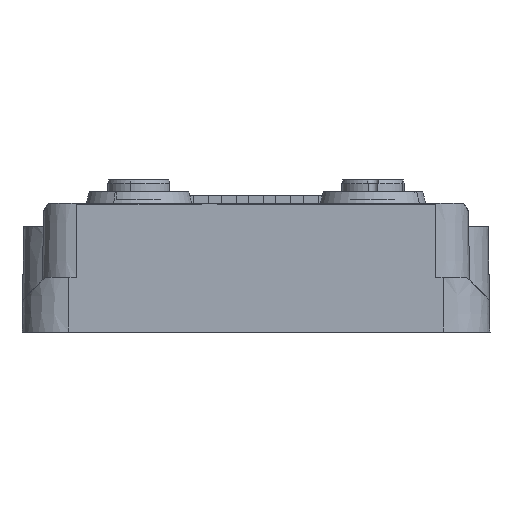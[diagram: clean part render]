
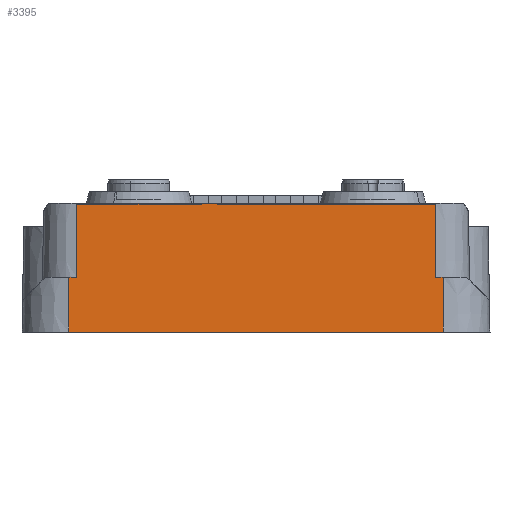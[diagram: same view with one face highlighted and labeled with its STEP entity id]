
A CAD part, front view. The second image highlights one B-rep face of the part: STEP entity #3395.
In plain terms, the highlighted planar face has unit normal (0, -1, 0.018).
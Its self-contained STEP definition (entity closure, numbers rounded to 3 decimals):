
#3334=AXIS2_PLACEMENT_3D('Plane Axis2P3D',#3331,#3332,#3333) ;
#2804=CARTESIAN_POINT('Line Origine',(30.,0.,0.)) ;
#2808=CARTESIAN_POINT('Vertex',(53.,0.,0.)) ;
#2810=CARTESIAN_POINT('Vertex',(7.,0.,0.)) ;
#2813=CARTESIAN_POINT('Line Origine',(6.5,0.,0.)) ;
#2817=CARTESIAN_POINT('Vertex',(6.,0.,0.)) ;
#2894=CARTESIAN_POINT('Vertex',(54.,0.,0.)) ;
#2897=CARTESIAN_POINT('Line Origine',(53.5,0.,0.)) ;
#3331=CARTESIAN_POINT('Axis2P3D Location',(60.,0.,0.)) ;
#3336=CARTESIAN_POINT('Line Origine',(54.,0.061,3.5)) ;
#3340=CARTESIAN_POINT('Vertex',(54.,0.122,7.)) ;
#3343=CARTESIAN_POINT('Line Origine',(30.,0.122,7.)) ;
#3347=CARTESIAN_POINT('Vertex',(53.,0.122,7.)) ;
#3350=CARTESIAN_POINT('Line Origine',(53.,0.061,3.5)) ;
#3354=CARTESIAN_POINT('Vertex',(53.,0.288,16.5)) ;
#3357=CARTESIAN_POINT('Line Origine',(30.,0.288,16.5)) ;
#3361=CARTESIAN_POINT('Vertex',(7.,0.288,16.5)) ;
#3364=CARTESIAN_POINT('Line Origine',(7.,0.061,3.5)) ;
#3368=CARTESIAN_POINT('Vertex',(7.,0.122,7.)) ;
#3371=CARTESIAN_POINT('Line Origine',(30.,0.122,7.)) ;
#3375=CARTESIAN_POINT('Vertex',(6.,0.122,7.)) ;
#3378=CARTESIAN_POINT('Line Origine',(6.,0.061,3.5)) ;
#2805=DIRECTION('Vector Direction',(-1.,0.,0.)) ;
#2814=DIRECTION('Vector Direction',(-1.,0.,0.)) ;
#2898=DIRECTION('Vector Direction',(-1.,0.,0.)) ;
#3332=DIRECTION('Axis2P3D Direction',(0.,-1.,0.017)) ;
#3333=DIRECTION('Axis2P3D XDirection',(-1.,0.,0.)) ;
#3337=DIRECTION('Vector Direction',(0.,-0.017,-1.)) ;
#3344=DIRECTION('Vector Direction',(-1.,0.,0.)) ;
#3351=DIRECTION('Vector Direction',(0.,-0.017,-1.)) ;
#3358=DIRECTION('Vector Direction',(-1.,0.,0.)) ;
#3365=DIRECTION('Vector Direction',(0.,-0.017,-1.)) ;
#3372=DIRECTION('Vector Direction',(-1.,0.,0.)) ;
#3379=DIRECTION('Vector Direction',(0.,-0.017,-1.)) ;
#2806=VECTOR('Line Direction',#2805,1.) ;
#2815=VECTOR('Line Direction',#2814,1.) ;
#2899=VECTOR('Line Direction',#2898,1.) ;
#3338=VECTOR('Line Direction',#3337,1.) ;
#3345=VECTOR('Line Direction',#3344,1.) ;
#3352=VECTOR('Line Direction',#3351,1.) ;
#3359=VECTOR('Line Direction',#3358,1.) ;
#3366=VECTOR('Line Direction',#3365,1.) ;
#3373=VECTOR('Line Direction',#3372,1.) ;
#3380=VECTOR('Line Direction',#3379,1.) ;
#3384=ORIENTED_EDGE('',*,*,#2901,.F.) ;
#3385=ORIENTED_EDGE('',*,*,#3342,.T.) ;
#3386=ORIENTED_EDGE('',*,*,#3349,.F.) ;
#3387=ORIENTED_EDGE('',*,*,#3356,.T.) ;
#3388=ORIENTED_EDGE('',*,*,#3363,.F.) ;
#3389=ORIENTED_EDGE('',*,*,#3370,.F.) ;
#3390=ORIENTED_EDGE('',*,*,#3377,.F.) ;
#3391=ORIENTED_EDGE('',*,*,#3382,.F.) ;
#3392=ORIENTED_EDGE('',*,*,#2819,.F.) ;
#3393=ORIENTED_EDGE('',*,*,#2812,.F.) ;
#3395=ADVANCED_FACE('Hauptk\X2\00F6\X0\rper',(#3394),#3335,.T.) ;
#2812=EDGE_CURVE('',#2809,#2811,#2807,.T.) ;
#2819=EDGE_CURVE('',#2811,#2818,#2816,.T.) ;
#2901=EDGE_CURVE('',#2895,#2809,#2900,.T.) ;
#3342=EDGE_CURVE('',#2895,#3341,#3339,.F.) ;
#3349=EDGE_CURVE('',#3348,#3341,#3346,.F.) ;
#3356=EDGE_CURVE('',#3348,#3355,#3353,.F.) ;
#3363=EDGE_CURVE('',#3362,#3355,#3360,.F.) ;
#3370=EDGE_CURVE('',#3369,#3362,#3367,.F.) ;
#3377=EDGE_CURVE('',#3376,#3369,#3374,.F.) ;
#3382=EDGE_CURVE('',#2818,#3376,#3381,.F.) ;
#3383=EDGE_LOOP('',(#3384,#3385,#3386,#3387,#3388,#3389,#3390,#3391,#3392,#3393)) ;
#3394=FACE_OUTER_BOUND('',#3383,.T.) ;
#2807=LINE('Line',#2804,#2806) ;
#2816=LINE('Line',#2813,#2815) ;
#2900=LINE('Line',#2897,#2899) ;
#3339=LINE('Line',#3336,#3338) ;
#3346=LINE('Line',#3343,#3345) ;
#3353=LINE('Line',#3350,#3352) ;
#3360=LINE('Line',#3357,#3359) ;
#3367=LINE('Line',#3364,#3366) ;
#3374=LINE('Line',#3371,#3373) ;
#3381=LINE('Line',#3378,#3380) ;
#3335=PLANE('',#3334) ;
#2809=VERTEX_POINT('',#2808) ;
#2811=VERTEX_POINT('',#2810) ;
#2818=VERTEX_POINT('',#2817) ;
#2895=VERTEX_POINT('',#2894) ;
#3341=VERTEX_POINT('',#3340) ;
#3348=VERTEX_POINT('',#3347) ;
#3355=VERTEX_POINT('',#3354) ;
#3362=VERTEX_POINT('',#3361) ;
#3369=VERTEX_POINT('',#3368) ;
#3376=VERTEX_POINT('',#3375) ;
